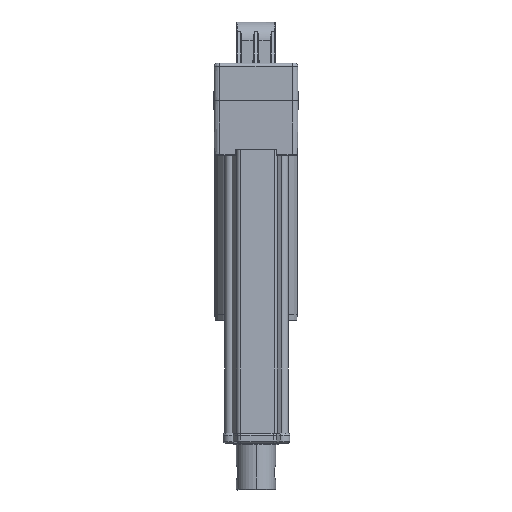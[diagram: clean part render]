
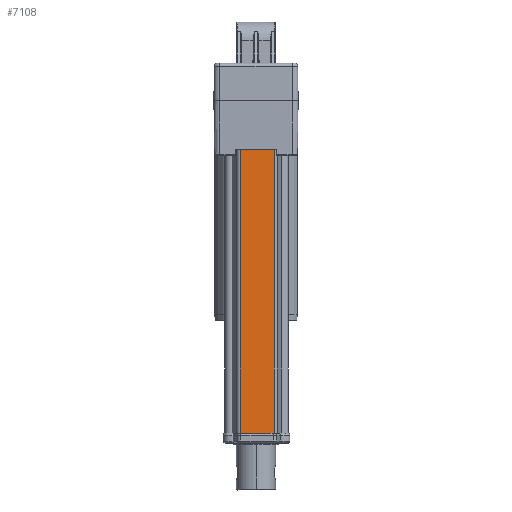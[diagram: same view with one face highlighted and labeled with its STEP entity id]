
A CAD part, left-side view. The second image highlights one B-rep face of the part: STEP entity #7108.
In plain terms, the highlighted face is planar.
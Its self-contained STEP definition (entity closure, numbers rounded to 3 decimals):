
#6375=DIRECTION('',(1.,0.,0.));
#6376=VECTOR('',#6375,17.243);
#6377=CARTESIAN_POINT('',(-8.622,0.,20.1));
#6378=LINE('',#6377,#6376);
#6518=DIRECTION('',(0.,1.,0.));
#6519=VECTOR('',#6518,145.);
#6520=CARTESIAN_POINT('',(8.622,0.,20.1));
#6521=LINE('',#6520,#6519);
#6522=DIRECTION('',(0.,1.,0.));
#6523=VECTOR('',#6522,145.);
#6524=CARTESIAN_POINT('',(-8.622,0.,20.1));
#6525=LINE('',#6524,#6523);
#6583=DIRECTION('',(1.,0.,0.));
#6584=VECTOR('',#6583,17.243);
#6585=CARTESIAN_POINT('',(-8.622,145.,20.1));
#6586=LINE('',#6585,#6584);
#6787=CARTESIAN_POINT('',(-8.622,0.,20.1));
#6789=VERTEX_POINT('',#6787);
#6790=CARTESIAN_POINT('',(8.622,0.,20.1));
#6791=VERTEX_POINT('',#6790);
#6803=CARTESIAN_POINT('',(-8.622,145.,20.1));
#6805=VERTEX_POINT('',#6803);
#6806=CARTESIAN_POINT('',(8.622,145.,20.1));
#6807=VERTEX_POINT('',#6806);
#7095=CARTESIAN_POINT('',(-8.622,0.,20.1));
#7096=DIRECTION('',(0.,0.,1.));
#7097=DIRECTION('',(1.,0.,0.));
#7098=AXIS2_PLACEMENT_3D('',#7095,#7096,#7097);
#7099=PLANE('',#7098);
#7100=ORIENTED_EDGE('',*,*,#6937,.F.);
#7102=ORIENTED_EDGE('',*,*,#7101,.T.);
#7104=ORIENTED_EDGE('',*,*,#7103,.T.);
#7105=ORIENTED_EDGE('',*,*,#7087,.F.);
#7106=EDGE_LOOP('',(#7100,#7102,#7104,#7105));
#7107=FACE_OUTER_BOUND('',#7106,.F.);
#6937=EDGE_CURVE('',#6789,#6791,#6378,.T.);
#7087=EDGE_CURVE('',#6791,#6807,#6521,.T.);
#7101=EDGE_CURVE('',#6789,#6805,#6525,.T.);
#7103=EDGE_CURVE('',#6805,#6807,#6586,.T.);
#7108=ADVANCED_FACE('',(#7107),#7099,.T.);
